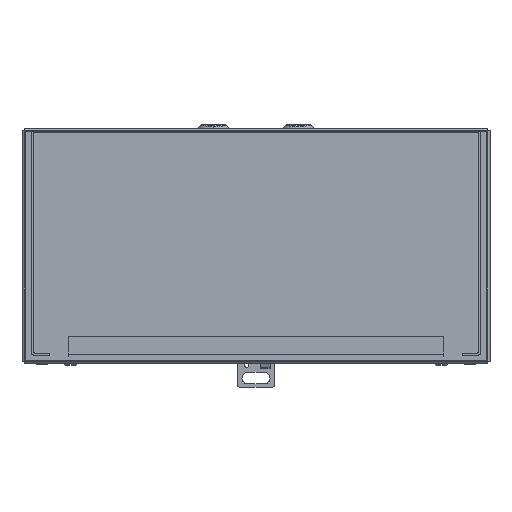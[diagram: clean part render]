
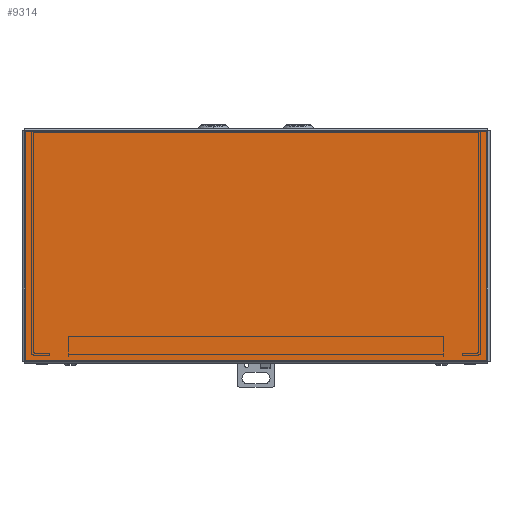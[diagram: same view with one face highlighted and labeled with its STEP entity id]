
A CAD part, top view. The second image highlights one B-rep face of the part: STEP entity #9314.
In plain terms, the highlighted planar face has unit normal (0, 0, 1).
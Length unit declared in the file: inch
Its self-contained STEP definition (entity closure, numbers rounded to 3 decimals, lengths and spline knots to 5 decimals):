
#193 = CARTESIAN_POINT ( 'NONE',  ( 6.1585, -6.135, 12.0285 ) ) ;
#1449 = CARTESIAN_POINT ( 'NONE',  ( -6.1585, -6.135, 12.0285 ) ) ;
#1477 = ORIENTED_EDGE ( 'NONE', *, *, #2987, .F. ) ;
#1692 = EDGE_LOOP ( 'NONE', ( #1477, #12562, #7968, #6093 ) ) ;
#1889 = VECTOR ( 'NONE', #4899, 39.37008 ) ;
#2423 = VERTEX_POINT ( 'NONE', #13452 ) ;
#2987 = EDGE_CURVE ( 'NONE', #2423, #10427, #7775, .T. ) ;
#3231 = PLANE ( 'NONE',  #12451 ) ;
#3381 = CARTESIAN_POINT ( 'NONE',  ( 6.1585, -0.029, 12.0285 ) ) ;
#4774 = CARTESIAN_POINT ( 'NONE',  ( -6.1585, -0.029, 12.0285 ) ) ;
#4899 = DIRECTION ( 'NONE',  ( 0., -1., 0. ) ) ;
#5522 = VECTOR ( 'NONE', #13822, 39.37008 ) ;
#6093 = ORIENTED_EDGE ( 'NONE', *, *, #6670, .F. ) ;
#6491 = DIRECTION ( 'NONE',  ( 0., 1., 0. ) ) ;
#6670 = EDGE_CURVE ( 'NONE', #10427, #8312, #8384, .T. ) ;
#6902 = VERTEX_POINT ( 'NONE', #193 ) ;
#7394 = LINE ( 'NONE', #8758, #1889 ) ;
#7775 = LINE ( 'NONE', #1449, #14761 ) ;
#7968 = ORIENTED_EDGE ( 'NONE', *, *, #8318, .F. ) ;
#8126 = DIRECTION ( 'NONE',  ( -1., 0., 0. ) ) ;
#8312 = VERTEX_POINT ( 'NONE', #9892 ) ;
#8318 = EDGE_CURVE ( 'NONE', #8312, #6902, #7394, .T. ) ;
#8384 = LINE ( 'NONE', #4774, #8674 ) ;
#8674 = VECTOR ( 'NONE', #10808, 39.37008 ) ;
#8758 = CARTESIAN_POINT ( 'NONE',  ( 6.1585, -0.029, 12.0285 ) ) ;
#9314 = ADVANCED_FACE ( 'NONE', ( #10856 ), #3231, .T. ) ;
#9892 = CARTESIAN_POINT ( 'NONE',  ( 6.1585, -0.029, 12.0285 ) ) ;
#10427 = VERTEX_POINT ( 'NONE', #10497 ) ;
#10497 = CARTESIAN_POINT ( 'NONE',  ( -6.1585, -0.029, 12.0285 ) ) ;
#10720 = LINE ( 'NONE', #14358, #5522 ) ;
#10808 = DIRECTION ( 'NONE',  ( 1., 0., 0. ) ) ;
#10856 = FACE_OUTER_BOUND ( 'NONE', #1692, .T. ) ;
#12227 = EDGE_CURVE ( 'NONE', #6902, #2423, #10720, .T. ) ;
#12451 = AXIS2_PLACEMENT_3D ( 'NONE', #3381, #15455, #8126 ) ;
#12562 = ORIENTED_EDGE ( 'NONE', *, *, #12227, .F. ) ;
#13452 = CARTESIAN_POINT ( 'NONE',  ( -6.1585, -6.135, 12.0285 ) ) ;
#13822 = DIRECTION ( 'NONE',  ( -1., 0., 0. ) ) ;
#14358 = CARTESIAN_POINT ( 'NONE',  ( 6.1585, -6.135, 12.0285 ) ) ;
#14761 = VECTOR ( 'NONE', #6491, 39.37008 ) ;
#15455 = DIRECTION ( 'NONE',  ( 0., 0., 1. ) ) ;
